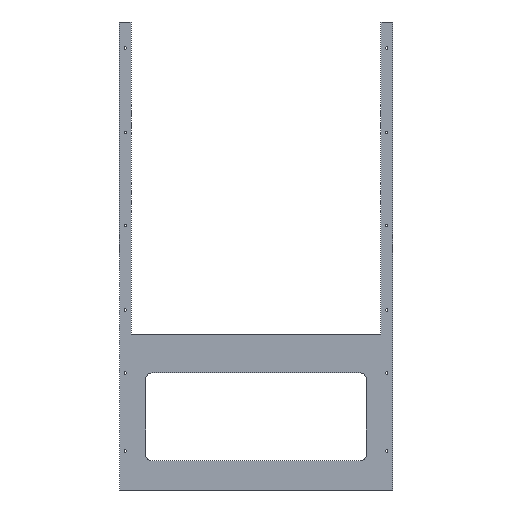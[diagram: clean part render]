
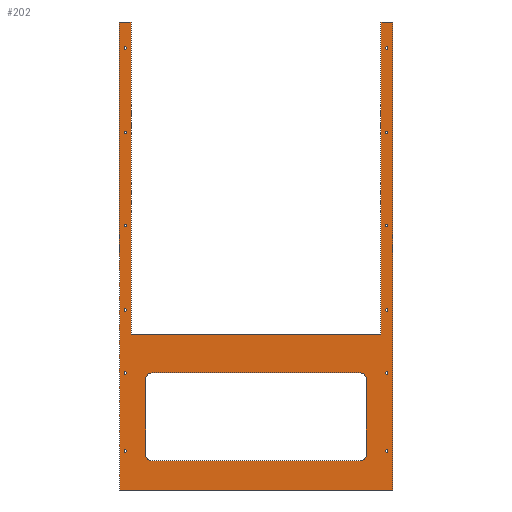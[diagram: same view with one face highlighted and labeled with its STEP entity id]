
A CAD part, front view. The second image highlights one B-rep face of the part: STEP entity #202.
In plain terms, the highlighted planar face has unit normal (0, -1, 0).
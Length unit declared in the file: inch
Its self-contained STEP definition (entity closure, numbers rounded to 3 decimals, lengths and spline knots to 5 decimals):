
#126=FACE_BOUND('',#287,.T.);
#127=FACE_BOUND('',#288,.T.);
#128=FACE_BOUND('',#289,.T.);
#129=FACE_BOUND('',#290,.T.);
#130=FACE_BOUND('',#291,.T.);
#131=FACE_BOUND('',#292,.T.);
#132=FACE_BOUND('',#293,.T.);
#133=FACE_BOUND('',#294,.T.);
#134=FACE_BOUND('',#295,.T.);
#135=FACE_BOUND('',#296,.T.);
#136=FACE_BOUND('',#297,.T.);
#137=FACE_BOUND('',#298,.T.);
#138=FACE_BOUND('',#299,.T.);
#139=FACE_BOUND('',#300,.T.);
#180=CIRCLE('',#783,0.095);
#181=CIRCLE('',#784,0.095);
#182=CIRCLE('',#785,0.095);
#183=CIRCLE('',#786,0.095);
#184=CIRCLE('',#787,0.095);
#185=CIRCLE('',#788,0.095);
#186=CIRCLE('',#789,0.095);
#187=CIRCLE('',#790,0.095);
#188=CIRCLE('',#791,0.095);
#189=CIRCLE('',#792,0.095);
#190=CIRCLE('',#793,0.095);
#191=CIRCLE('',#794,0.095);
#192=CIRCLE('',#795,0.5);
#193=CIRCLE('',#796,0.5);
#194=CIRCLE('',#797,0.5);
#195=CIRCLE('',#798,0.5);
#202=ADVANCED_FACE('',(#126,#127,#128,#129,#130,#131,#132,#133,#134,#135,
#136,#137,#138,#139),#236,.F.);
#236=PLANE('',#799);
#287=EDGE_LOOP('',(#392));
#288=EDGE_LOOP('',(#393));
#289=EDGE_LOOP('',(#394));
#290=EDGE_LOOP('',(#395));
#291=EDGE_LOOP('',(#396));
#292=EDGE_LOOP('',(#397));
#293=EDGE_LOOP('',(#398));
#294=EDGE_LOOP('',(#399));
#295=EDGE_LOOP('',(#400));
#296=EDGE_LOOP('',(#401));
#297=EDGE_LOOP('',(#402));
#298=EDGE_LOOP('',(#403));
#299=EDGE_LOOP('',(#404,#405,#406,#407,#408,#409,#410,#411));
#300=EDGE_LOOP('',(#412,#413,#414,#415,#416,#417,#418,#419));
#392=ORIENTED_EDGE('',*,*,#618,.T.);
#393=ORIENTED_EDGE('',*,*,#619,.T.);
#394=ORIENTED_EDGE('',*,*,#620,.F.);
#395=ORIENTED_EDGE('',*,*,#621,.F.);
#396=ORIENTED_EDGE('',*,*,#622,.F.);
#397=ORIENTED_EDGE('',*,*,#623,.F.);
#398=ORIENTED_EDGE('',*,*,#624,.T.);
#399=ORIENTED_EDGE('',*,*,#625,.T.);
#400=ORIENTED_EDGE('',*,*,#626,.T.);
#401=ORIENTED_EDGE('',*,*,#627,.T.);
#402=ORIENTED_EDGE('',*,*,#628,.T.);
#403=ORIENTED_EDGE('',*,*,#629,.T.);
#404=ORIENTED_EDGE('',*,*,#630,.F.);
#405=ORIENTED_EDGE('',*,*,#631,.F.);
#406=ORIENTED_EDGE('',*,*,#632,.F.);
#407=ORIENTED_EDGE('',*,*,#633,.F.);
#408=ORIENTED_EDGE('',*,*,#634,.F.);
#409=ORIENTED_EDGE('',*,*,#635,.F.);
#410=ORIENTED_EDGE('',*,*,#636,.F.);
#411=ORIENTED_EDGE('',*,*,#637,.F.);
#412=ORIENTED_EDGE('',*,*,#638,.F.);
#413=ORIENTED_EDGE('',*,*,#615,.F.);
#414=ORIENTED_EDGE('',*,*,#574,.T.);
#415=ORIENTED_EDGE('',*,*,#581,.T.);
#416=ORIENTED_EDGE('',*,*,#578,.F.);
#417=ORIENTED_EDGE('',*,*,#612,.F.);
#418=ORIENTED_EDGE('',*,*,#639,.F.);
#419=ORIENTED_EDGE('',*,*,#640,.F.);
#510=VERTEX_POINT('',#1018);
#511=VERTEX_POINT('',#1020);
#514=VERTEX_POINT('',#1027);
#515=VERTEX_POINT('',#1029);
#545=VERTEX_POINT('',#1095);
#547=VERTEX_POINT('',#1102);
#548=VERTEX_POINT('',#1107);
#549=VERTEX_POINT('',#1109);
#550=VERTEX_POINT('',#1111);
#551=VERTEX_POINT('',#1113);
#552=VERTEX_POINT('',#1115);
#553=VERTEX_POINT('',#1117);
#554=VERTEX_POINT('',#1119);
#555=VERTEX_POINT('',#1121);
#556=VERTEX_POINT('',#1123);
#557=VERTEX_POINT('',#1125);
#558=VERTEX_POINT('',#1127);
#559=VERTEX_POINT('',#1129);
#560=VERTEX_POINT('',#1131);
#561=VERTEX_POINT('',#1132);
#562=VERTEX_POINT('',#1134);
#563=VERTEX_POINT('',#1136);
#564=VERTEX_POINT('',#1138);
#565=VERTEX_POINT('',#1140);
#566=VERTEX_POINT('',#1142);
#567=VERTEX_POINT('',#1144);
#568=VERTEX_POINT('',#1147);
#569=VERTEX_POINT('',#1149);
#574=EDGE_CURVE('',#511,#510,#658,.T.);
#578=EDGE_CURVE('',#514,#515,#662,.T.);
#581=EDGE_CURVE('',#510,#515,#665,.T.);
#612=EDGE_CURVE('',#545,#514,#680,.T.);
#615=EDGE_CURVE('',#511,#547,#683,.T.);
#618=EDGE_CURVE('',#548,#548,#180,.T.);
#619=EDGE_CURVE('',#549,#549,#181,.T.);
#620=EDGE_CURVE('',#550,#550,#182,.T.);
#621=EDGE_CURVE('',#551,#551,#183,.T.);
#622=EDGE_CURVE('',#552,#552,#184,.T.);
#623=EDGE_CURVE('',#553,#553,#185,.T.);
#624=EDGE_CURVE('',#554,#554,#186,.T.);
#625=EDGE_CURVE('',#555,#555,#187,.T.);
#626=EDGE_CURVE('',#556,#556,#188,.T.);
#627=EDGE_CURVE('',#557,#557,#189,.T.);
#628=EDGE_CURVE('',#558,#558,#190,.T.);
#629=EDGE_CURVE('',#559,#559,#191,.T.);
#630=EDGE_CURVE('',#560,#561,#192,.T.);
#631=EDGE_CURVE('',#562,#560,#686,.T.);
#632=EDGE_CURVE('',#563,#562,#193,.T.);
#633=EDGE_CURVE('',#564,#563,#687,.T.);
#634=EDGE_CURVE('',#565,#564,#194,.T.);
#635=EDGE_CURVE('',#566,#565,#688,.T.);
#636=EDGE_CURVE('',#567,#566,#195,.T.);
#637=EDGE_CURVE('',#561,#567,#689,.T.);
#638=EDGE_CURVE('',#547,#568,#690,.T.);
#639=EDGE_CURVE('',#569,#545,#691,.T.);
#640=EDGE_CURVE('',#568,#569,#692,.T.);
#658=LINE('',#1019,#710);
#662=LINE('',#1028,#714);
#665=LINE('',#1033,#717);
#680=LINE('',#1096,#732);
#683=LINE('',#1101,#735);
#686=LINE('',#1133,#738);
#687=LINE('',#1137,#739);
#688=LINE('',#1141,#740);
#689=LINE('',#1145,#741);
#690=LINE('',#1146,#742);
#691=LINE('',#1148,#743);
#692=LINE('',#1150,#744);
#710=VECTOR('',#831,1.);
#714=VECTOR('',#837,1.);
#717=VECTOR('',#842,1.);
#732=VECTOR('',#893,1.);
#735=VECTOR('',#898,1.);
#738=VECTOR('',#929,1.);
#739=VECTOR('',#932,1.);
#740=VECTOR('',#935,1.);
#741=VECTOR('',#938,1.);
#742=VECTOR('',#939,1.);
#743=VECTOR('',#940,1.);
#744=VECTOR('',#941,1.);
#783=AXIS2_PLACEMENT_3D('',#1106,#903,#904);
#784=AXIS2_PLACEMENT_3D('',#1108,#905,#906);
#785=AXIS2_PLACEMENT_3D('',#1110,#907,#908);
#786=AXIS2_PLACEMENT_3D('',#1112,#909,#910);
#787=AXIS2_PLACEMENT_3D('',#1114,#911,#912);
#788=AXIS2_PLACEMENT_3D('',#1116,#913,#914);
#789=AXIS2_PLACEMENT_3D('',#1118,#915,#916);
#790=AXIS2_PLACEMENT_3D('',#1120,#917,#918);
#791=AXIS2_PLACEMENT_3D('',#1122,#919,#920);
#792=AXIS2_PLACEMENT_3D('',#1124,#921,#922);
#793=AXIS2_PLACEMENT_3D('',#1126,#923,#924);
#794=AXIS2_PLACEMENT_3D('',#1128,#925,#926);
#795=AXIS2_PLACEMENT_3D('',#1130,#927,#928);
#796=AXIS2_PLACEMENT_3D('',#1135,#930,#931);
#797=AXIS2_PLACEMENT_3D('',#1139,#933,#934);
#798=AXIS2_PLACEMENT_3D('',#1143,#936,#937);
#799=AXIS2_PLACEMENT_3D('',#1151,#942,#943);
#831=DIRECTION('',(0.,0.,-1.));
#837=DIRECTION('',(0.,0.,-1.));
#842=DIRECTION('',(1.,0.,0.));
#893=DIRECTION('',(1.,0.,0.));
#898=DIRECTION('',(1.,0.,0.));
#903=DIRECTION('',(0.,1.,0.));
#904=DIRECTION('',(-1.,0.,0.));
#905=DIRECTION('',(0.,1.,0.));
#906=DIRECTION('',(-1.,0.,0.));
#907=DIRECTION('',(0.,-1.,0.));
#908=DIRECTION('',(-1.,0.,0.));
#909=DIRECTION('',(0.,-1.,0.));
#910=DIRECTION('',(-1.,0.,0.));
#911=DIRECTION('',(0.,-1.,0.));
#912=DIRECTION('',(-1.,0.,0.));
#913=DIRECTION('',(0.,-1.,0.));
#914=DIRECTION('',(-1.,0.,0.));
#915=DIRECTION('',(0.,1.,0.));
#916=DIRECTION('',(-1.,0.,0.));
#917=DIRECTION('',(0.,1.,0.));
#918=DIRECTION('',(-1.,0.,0.));
#919=DIRECTION('',(0.,1.,0.));
#920=DIRECTION('',(-1.,0.,0.));
#921=DIRECTION('',(0.,1.,0.));
#922=DIRECTION('',(-1.,0.,0.));
#923=DIRECTION('',(0.,1.,0.));
#924=DIRECTION('',(-1.,0.,0.));
#925=DIRECTION('',(0.,1.,0.));
#926=DIRECTION('',(-1.,0.,0.));
#927=DIRECTION('',(0.,-1.,0.));
#928=DIRECTION('',(1.,0.,0.));
#929=DIRECTION('',(0.,0.,-1.));
#930=DIRECTION('',(0.,-1.,0.));
#931=DIRECTION('',(1.,0.,0.));
#932=DIRECTION('',(-1.,0.,0.));
#933=DIRECTION('',(0.,-1.,0.));
#934=DIRECTION('',(1.,0.,0.));
#935=DIRECTION('',(0.,0.,1.));
#936=DIRECTION('',(0.,-1.,0.));
#937=DIRECTION('',(1.,0.,0.));
#938=DIRECTION('',(1.,0.,0.));
#939=DIRECTION('',(0.,0.,-1.));
#940=DIRECTION('',(0.,0.,1.));
#941=DIRECTION('',(1.,0.,0.));
#942=DIRECTION('',(0.,1.,0.));
#943=DIRECTION('',(-1.,0.,0.));
#1018=CARTESIAN_POINT('',(0.,0.,0.));
#1019=CARTESIAN_POINT('',(0.,0.,36.));
#1020=CARTESIAN_POINT('',(0.,0.,36.));
#1027=CARTESIAN_POINT('',(21.,0.,36.));
#1028=CARTESIAN_POINT('',(21.,0.,36.));
#1029=CARTESIAN_POINT('',(21.,0.,0.));
#1033=CARTESIAN_POINT('',(0.,0.,0.));
#1095=CARTESIAN_POINT('',(20.115,0.,36.));
#1096=CARTESIAN_POINT('',(0.,0.,36.));
#1101=CARTESIAN_POINT('',(0.,0.,36.));
#1102=CARTESIAN_POINT('',(0.885,0.,36.));
#1106=CARTESIAN_POINT('',(0.45,0.,9.));
#1107=CARTESIAN_POINT('',(0.355,0.,9.));
#1108=CARTESIAN_POINT('',(0.45,0.,3.));
#1109=CARTESIAN_POINT('',(0.355,0.,3.));
#1110=CARTESIAN_POINT('',(0.45,0.,20.35));
#1111=CARTESIAN_POINT('',(0.355,0.,20.35));
#1112=CARTESIAN_POINT('',(0.45,0.,13.85));
#1113=CARTESIAN_POINT('',(0.355,0.,13.85));
#1114=CARTESIAN_POINT('',(0.45,0.,34.));
#1115=CARTESIAN_POINT('',(0.355,0.,34.));
#1116=CARTESIAN_POINT('',(0.45,0.,27.5));
#1117=CARTESIAN_POINT('',(0.355,0.,27.5));
#1118=CARTESIAN_POINT('',(20.55,0.,9.));
#1119=CARTESIAN_POINT('',(20.455,0.,9.));
#1120=CARTESIAN_POINT('',(20.55,0.,3.));
#1121=CARTESIAN_POINT('',(20.455,0.,3.));
#1122=CARTESIAN_POINT('',(20.55,0.,20.35));
#1123=CARTESIAN_POINT('',(20.455,0.,20.35));
#1124=CARTESIAN_POINT('',(20.55,0.,13.85));
#1125=CARTESIAN_POINT('',(20.455,0.,13.85));
#1126=CARTESIAN_POINT('',(20.55,0.,34.));
#1127=CARTESIAN_POINT('',(20.455,0.,34.));
#1128=CARTESIAN_POINT('',(20.55,0.,27.5));
#1129=CARTESIAN_POINT('',(20.455,0.,27.5));
#1130=CARTESIAN_POINT('',(2.5,0.,2.75));
#1131=CARTESIAN_POINT('',(2.,0.,2.75));
#1132=CARTESIAN_POINT('',(2.5,0.,2.25));
#1133=CARTESIAN_POINT('',(2.,0.,8.5));
#1134=CARTESIAN_POINT('',(2.,0.,8.5));
#1135=CARTESIAN_POINT('',(2.5,0.,8.5));
#1136=CARTESIAN_POINT('',(2.5,0.,9.));
#1137=CARTESIAN_POINT('',(18.5,0.,9.));
#1138=CARTESIAN_POINT('',(18.5,0.,9.));
#1139=CARTESIAN_POINT('',(18.5,0.,8.5));
#1140=CARTESIAN_POINT('',(19.,0.,8.5));
#1141=CARTESIAN_POINT('',(19.,0.,2.75));
#1142=CARTESIAN_POINT('',(19.,0.,2.75));
#1143=CARTESIAN_POINT('',(18.5,0.,2.75));
#1144=CARTESIAN_POINT('',(18.5,0.,2.25));
#1145=CARTESIAN_POINT('',(2.5,0.,2.25));
#1146=CARTESIAN_POINT('',(0.885,0.,36.));
#1147=CARTESIAN_POINT('',(0.885,0.,12.));
#1148=CARTESIAN_POINT('',(20.115,0.,12.));
#1149=CARTESIAN_POINT('',(20.115,0.,12.));
#1150=CARTESIAN_POINT('',(0.885,0.,12.));
#1151=CARTESIAN_POINT('',(0.,0.,36.));
